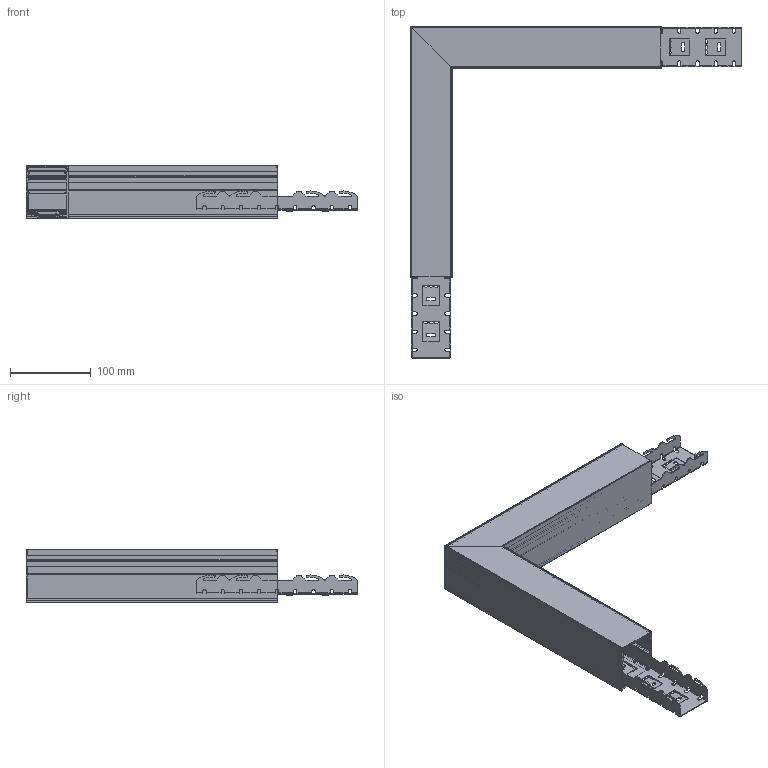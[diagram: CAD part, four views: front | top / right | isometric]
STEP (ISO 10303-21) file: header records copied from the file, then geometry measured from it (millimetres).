
FILE_DESCRIPTION(/* description */ ('This is a sample STEP configuration'),/* implementation_level */ '2;1');
FILE_NAME(/* name */ '715-0117101xxxxxx SIMPLE.ipt_Rev_00.2.stp',/* time_stamp */ '2023-04-25T15:58:18+02:00',/* author */ ('powerJobs'),/* organization */ ('coolOrange'),/* preprocessor_version */ 'ST-DEVELOPER v19.2',/* originating_system */ 'Autodesk Inventor 2023',/* authorisation */ '');
FILE_SCHEMA (('AUTOMOTIVE_DESIGN { 1 0 10303 214 3 1 1 }'));
Length unit declared in the file: millimetre
Products named in the file (1): ENG000025141
Bounding box: 411 x 411 x 65 mm (x, y, z)
Volume: 317360.7 mm3; surface area: 438526.6 mm2
Topology: 6 solids, 6 shells, 1580 faces, 4542 edges, 2900 vertices
Faces by surface type: plane 870, cylinder 710
Full cylindrical faces by diameter (mm): 5.2 x2
Entity records: 51840 total; most frequent: DIRECTION 9112, CARTESIAN_POINT 9099, ORIENTED_EDGE 9084, EDGE_CURVE 4542, LINE 3110, VECTOR 3110, AXIS2_PLACEMENT_3D 3001, VERTEX_POINT 2900
